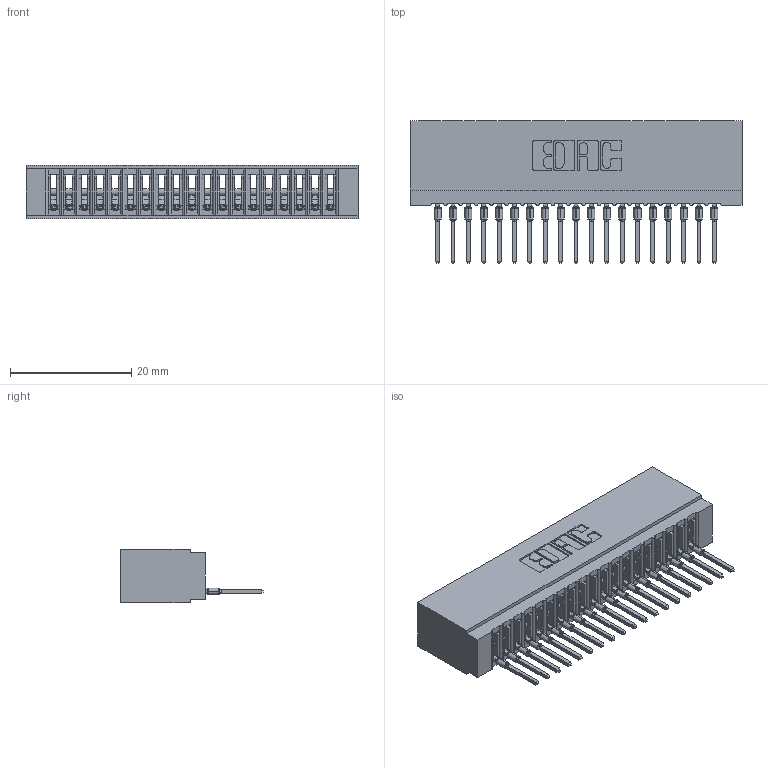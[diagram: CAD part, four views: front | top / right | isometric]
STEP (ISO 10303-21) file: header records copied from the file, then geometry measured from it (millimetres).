
FILE_DESCRIPTION (( 'STEP AP203' ), '1' );
FILE_NAME ('725-019-522-101.STEP', '2026-03-05T21:10:03', ( '' ), ( '' ), 'SwSTEP 2.0', 'SolidWorks 2023', '' );
FILE_SCHEMA (( 'CONFIG_CONTROL_DESIGN' ));
Length unit declared in the file: millimetre
Products named in the file (3): 725 Part_Insulator Option - 01; 745-292-001_522; 725-019-522-101
Assembly tree (20 placements, depth 2):
  725-019-522-101
    725 Part_Insulator Option - 01
    745-292-001_522  x19
Bounding box: 54.86 x 23.51 x 8.89 mm (x, y, z)
Volume: 4300.7 mm3; surface area: 7910.7 mm2
Topology: 20 solids, 20 shells, 2223 faces, 6106 edges, 3854 vertices
Faces by surface type: plane 1328, cylinder 401, bspline 380, torus 114
Entity records: 34483 total; most frequent: CARTESIAN_POINT 6576, ORIENTED_EDGE 5984, DIRECTION 5212, EDGE_CURVE 2992, VECTOR 2696, LINE 2696, VERTEX_POINT 1910, AXIS2_PLACEMENT_3D 1258
